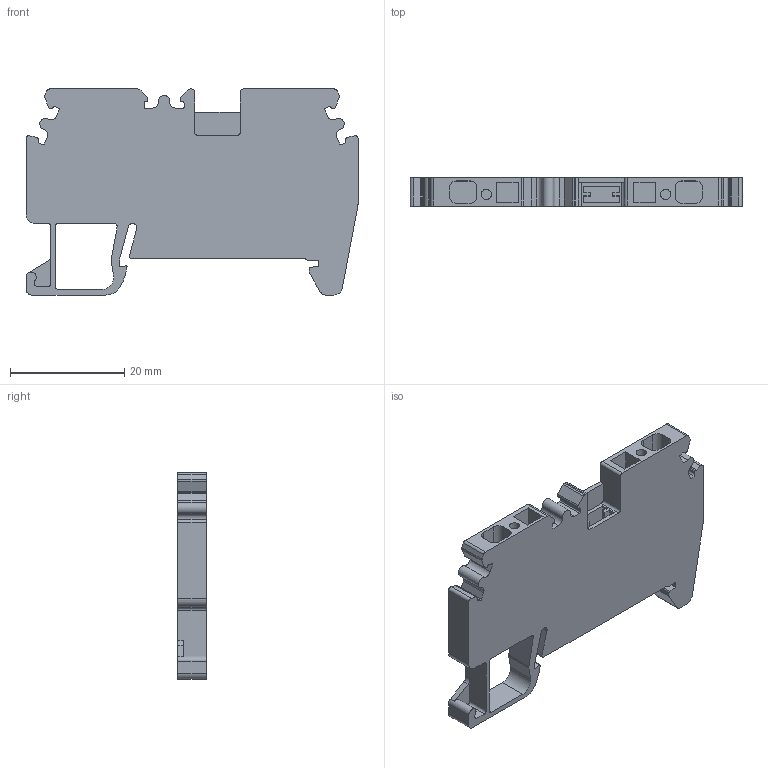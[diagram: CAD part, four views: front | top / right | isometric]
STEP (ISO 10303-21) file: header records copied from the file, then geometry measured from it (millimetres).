
FILE_DESCRIPTION( ( 'Unknown' ), '1' );
FILE_NAME( 'CSC2.5T.stp', 'Unknown', ( 'Unknown' ), ( 'Unknown' ), 'PSStep 14.0', 'Unknown', ' ' );
FILE_SCHEMA( ( 'AUTOMOTIVE_DESIGN { 1 0 10303 214 1 1 1 1 }' ) );
Length unit declared in the file: millimetre
Products named in the file (1): 1
Bounding box: 58 x 5 x 36 mm (x, y, z)
Volume: 7094.2 mm3; surface area: 5313.7 mm2
Topology: 1 solids, 1 shells, 191 faces, 546 edges, 364 vertices
Faces by surface type: plane 109, cylinder 82
Full cylindrical faces by diameter (mm): 1.8 x2
Entity records: 7803 total; most frequent: CARTESIAN_POINT 1100, DIRECTION 1093, ORIENTED_EDGE 1088, EDGE_CURVE 544, LINE 379, VECTOR 379, VERTEX_POINT 364, AXIS2_PLACEMENT_3D 357
